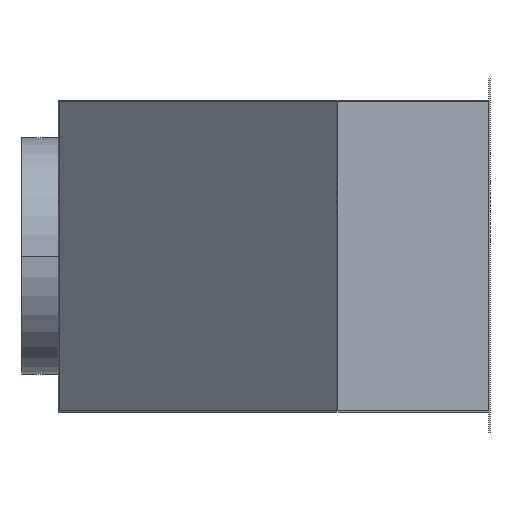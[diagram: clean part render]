
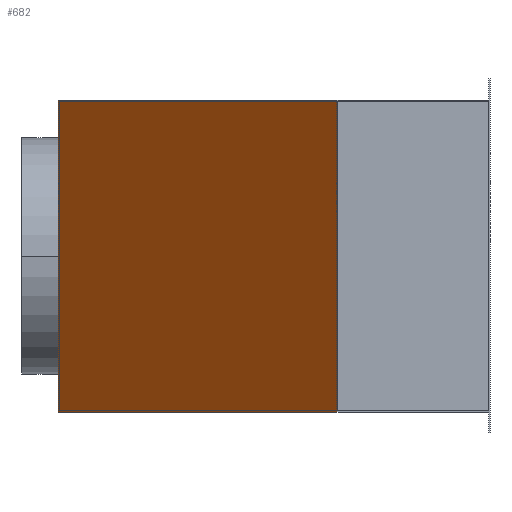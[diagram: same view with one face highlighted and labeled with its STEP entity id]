
A CAD part, left-side view. The second image highlights one B-rep face of the part: STEP entity #682.
In plain terms, the highlighted planar face has unit normal (-0.707, 0.707, 0).
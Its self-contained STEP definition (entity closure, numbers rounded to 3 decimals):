
#137=DIRECTION('',(-0.707,-0.707,0.));
#138=VECTOR('',#137,328.805);
#139=CARTESIAN_POINT('',(-180.,360.,130.));
#140=LINE('',#139,#138);
#157=DIRECTION('',(0.,0.,-1.));
#158=VECTOR('',#157,260.);
#159=CARTESIAN_POINT('',(-412.5,127.5,130.));
#160=LINE('',#159,#158);
#177=DIRECTION('',(-0.707,-0.707,0.));
#178=VECTOR('',#177,328.805);
#179=CARTESIAN_POINT('',(-180.,360.,-130.));
#180=LINE('',#179,#178);
#181=DIRECTION('',(0.,0.,-1.));
#182=VECTOR('',#181,260.);
#183=CARTESIAN_POINT('',(-180.,360.,130.));
#184=LINE('',#183,#182);
#317=CARTESIAN_POINT('',(-180.,360.,130.));
#318=VERTEX_POINT('',#317);
#319=CARTESIAN_POINT('',(-412.5,127.5,130.));
#320=VERTEX_POINT('',#319);
#325=CARTESIAN_POINT('',(-180.,360.,-130.));
#326=VERTEX_POINT('',#325);
#327=CARTESIAN_POINT('',(-412.5,127.5,-130.));
#328=VERTEX_POINT('',#327);
#671=CARTESIAN_POINT('',(-180.,360.,130.));
#672=DIRECTION('',(-0.707,0.707,0.));
#673=DIRECTION('',(-0.707,-0.707,0.));
#674=AXIS2_PLACEMENT_3D('',#671,#672,#673);
#675=PLANE('',#674);
#676=ORIENTED_EDGE('',*,*,#633,.F.);
#677=ORIENTED_EDGE('',*,*,#660,.F.);
#678=ORIENTED_EDGE('',*,*,#598,.T.);
#679=ORIENTED_EDGE('',*,*,#616,.T.);
#680=EDGE_LOOP('',(#676,#677,#678,#679));
#681=FACE_OUTER_BOUND('',#680,.F.);
#682=ADVANCED_FACE('',(#681),#675,.T.);
#598=EDGE_CURVE('',#318,#320,#140,.T.);
#616=EDGE_CURVE('',#320,#328,#160,.T.);
#633=EDGE_CURVE('',#326,#328,#180,.T.);
#660=EDGE_CURVE('',#318,#326,#184,.T.);
